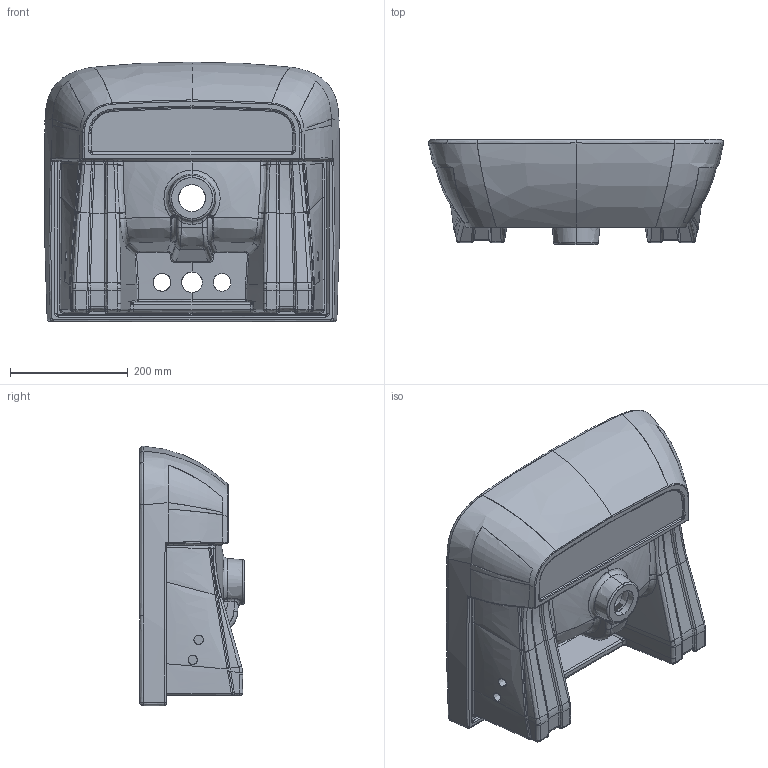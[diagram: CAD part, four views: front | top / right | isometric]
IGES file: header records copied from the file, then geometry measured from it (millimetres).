
Start section: JAMA-IS VERSION  1.0  PTC IGES file: cygnet_semi_ct_model.igs
Global section: file name: cygnet_semi_ct_model.igs; native system: Creo Parametric by PTC Inc.; preprocessor: 2024014; author: 10710078; organization: Unknown; date: 20240906.133632; units: millimetre
Bounding box: 501.12 x 178.49 x 440.75 mm (x, y, z)
Surface area: 1260364 mm2 (no closed solid volume)
Topology: 0 solids, 0 shells, 615 faces, 3209 edges, 3508 vertices
Faces by surface type: bspline 615
